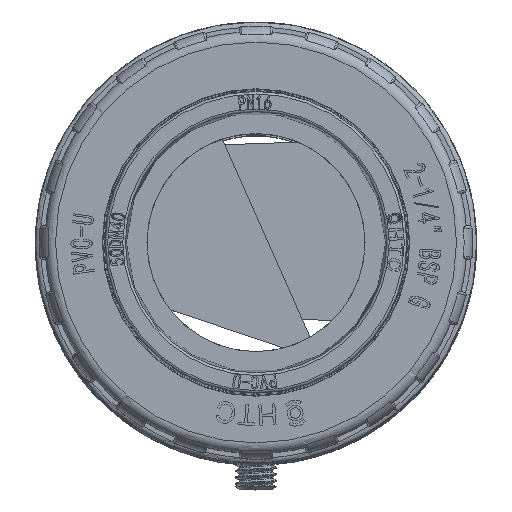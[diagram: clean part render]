
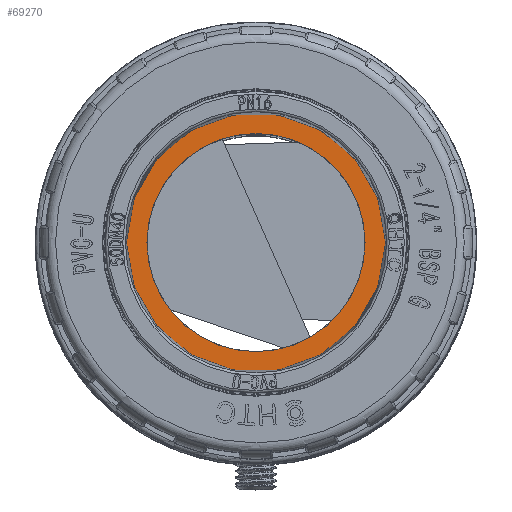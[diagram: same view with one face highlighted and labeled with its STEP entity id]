
A CAD part, top view. The second image highlights one B-rep face of the part: STEP entity #69270.
In plain terms, the highlighted planar face has unit normal (0, 0, 1).
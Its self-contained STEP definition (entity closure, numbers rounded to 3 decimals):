
#2820=FACE_BOUND('',#11416,.T.);
#4297=PLANE('',#73401);
#7548=FACE_OUTER_BOUND('',#11415,.T.);
#11415=EDGE_LOOP('',(#57931));
#11416=EDGE_LOOP('',(#57932));
#29357=CIRCLE('',#73400,21.);
#29358=CIRCLE('',#73402,24.9);
#33789=VERTEX_POINT('',#149078);
#33790=VERTEX_POINT('',#149082);
#42378=EDGE_CURVE('',#33789,#33789,#29357,.T.);
#42379=EDGE_CURVE('',#33790,#33790,#29358,.T.);
#57931=ORIENTED_EDGE('',*,*,#42379,.T.);
#57932=ORIENTED_EDGE('',*,*,#42378,.F.);
#69270=ADVANCED_FACE('',(#7548,#2820),#4297,.F.);
#73400=AXIS2_PLACEMENT_3D('',#149080,#84544,#84545);
#73401=AXIS2_PLACEMENT_3D('',#149081,#84546,#84547);
#73402=AXIS2_PLACEMENT_3D('',#149083,#84548,#84549);
#84544=DIRECTION('center_axis',(0.,0.,1.));
#84545=DIRECTION('ref_axis',(1.,0.,0.));
#84546=DIRECTION('center_axis',(0.,0.,-1.));
#84547=DIRECTION('ref_axis',(1.,0.,0.));
#84548=DIRECTION('center_axis',(0.,0.,1.));
#84549=DIRECTION('ref_axis',(1.,0.,0.));
#149078=CARTESIAN_POINT('',(21.027,1.905,168.88));
#149080=CARTESIAN_POINT('Origin',(0.027,1.905,168.88));
#149081=CARTESIAN_POINT('Origin',(0.027,1.905,168.88));
#149082=CARTESIAN_POINT('',(24.927,1.905,168.88));
#149083=CARTESIAN_POINT('Origin',(0.027,1.905,168.88));
